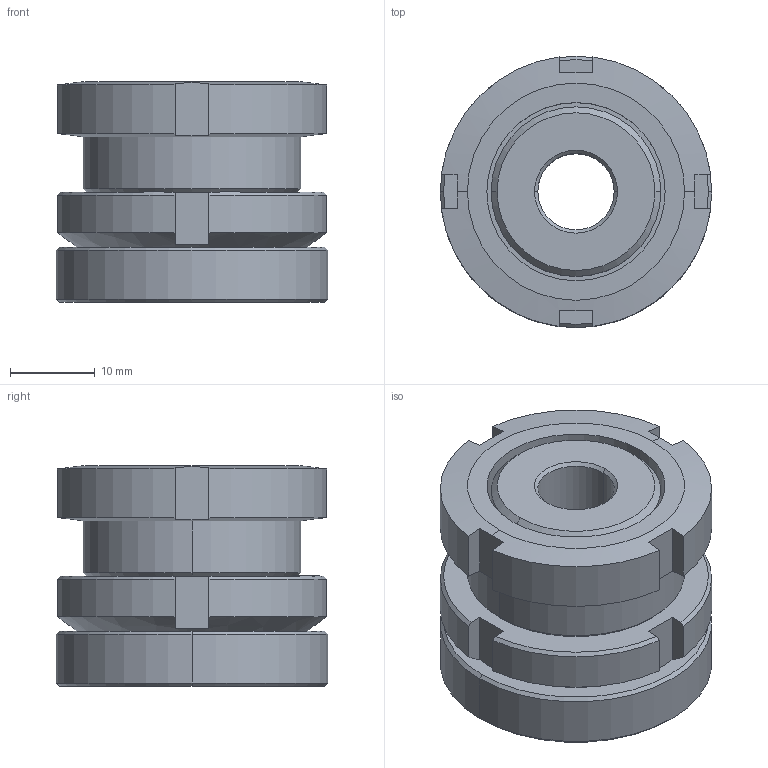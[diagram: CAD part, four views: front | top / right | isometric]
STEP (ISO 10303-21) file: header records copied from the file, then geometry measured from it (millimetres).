
FILE_DESCRIPTION(('STEP AP214'),'1');
FILE_NAME(' ',' ',('TraceParts'),('TraceParts S.A.'),'XStep 1.0',' ',' ');
FILE_SCHEMA(('automotive_design'));
Length unit declared in the file: millimetre
Products named in the file (3): 1; 2; 3
Bounding box: 32 x 32 x 26 mm (x, y, z)
Volume: 16051.2 mm3; surface area: 8952.9 mm2
Topology: 3 solids, 3 shells, 93 faces, 223 edges, 141 vertices
Faces by surface type: plane 34, cylinder 30, cone 26, sphere 3
Entity records: 5298 total; most frequent: CARTESIAN_POINT 532, DIRECTION 478, STYLED_ITEM 457, PRESENTATION_STYLE_ASSIGNMENT 457, COLOUR_RGB 457, ORIENTED_EDGE 446, EDGE_CURVE 223, CURVE_STYLE 223
